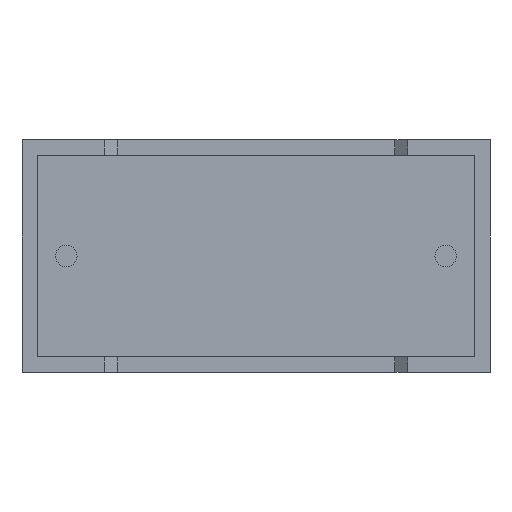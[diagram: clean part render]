
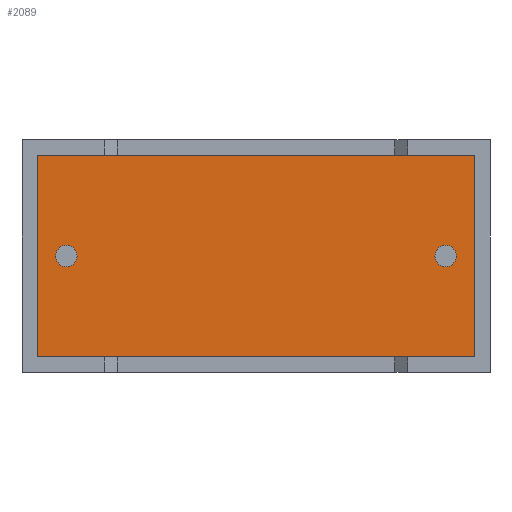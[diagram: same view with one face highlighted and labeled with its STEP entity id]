
A CAD part, front view. The second image highlights one B-rep face of the part: STEP entity #2089.
In plain terms, the highlighted planar face has unit normal (0, -1, 0).
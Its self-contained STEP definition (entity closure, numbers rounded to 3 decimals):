
#21 = DIRECTION ( 'NONE',  ( 0., 0., -1. ) ) ;
#23 = ORIENTED_EDGE ( 'NONE', *, *, #1398, .T. ) ;
#184 = FACE_OUTER_BOUND ( 'NONE', #769, .T. ) ;
#200 = CARTESIAN_POINT ( 'NONE',  ( 16.75, 0.75, 4.175 ) ) ;
#309 = AXIS2_PLACEMENT_3D ( 'NONE', #1577, #2522, #2751 ) ;
#344 = AXIS2_PLACEMENT_3D ( 'NONE', #1156, #2809, #2681 ) ;
#403 = LINE ( 'NONE', #2146, #1792 ) ;
#417 = VERTEX_POINT ( 'NONE', #1487 ) ;
#424 = VECTOR ( 'NONE', #2347, 1000. ) ;
#465 = CARTESIAN_POINT ( 'NONE',  ( 17.883, 0.75, 0.617 ) ) ;
#466 = ORIENTED_EDGE ( 'NONE', *, *, #2140, .F. ) ;
#482 = DIRECTION ( 'NONE',  ( 0., 0., -1. ) ) ;
#483 = DIRECTION ( 'NONE',  ( 0., 0., 1. ) ) ;
#638 = ORIENTED_EDGE ( 'NONE', *, *, #901, .T. ) ;
#736 = ORIENTED_EDGE ( 'NONE', *, *, #891, .F. ) ;
#769 = EDGE_LOOP ( 'NONE', ( #638, #23, #1203, #1578 ) ) ;
#776 = CARTESIAN_POINT ( 'NONE',  ( 0., 0.75, 0. ) ) ;
#802 = VERTEX_POINT ( 'NONE', #200 ) ;
#879 = CARTESIAN_POINT ( 'NONE',  ( 1.75, 0.75, 5.025 ) ) ;
#891 = EDGE_CURVE ( 'NONE', #932, #978, #1042, .T. ) ;
#901 = EDGE_CURVE ( 'NONE', #2055, #1601, #2456, .T. ) ;
#932 = VERTEX_POINT ( 'NONE', #879 ) ;
#935 = CARTESIAN_POINT ( 'NONE',  ( 1.75, 0.75, 4.6 ) ) ;
#978 = VERTEX_POINT ( 'NONE', #1347 ) ;
#1000 = AXIS2_PLACEMENT_3D ( 'NONE', #2398, #1921, #482 ) ;
#1011 = FACE_BOUND ( 'NONE', #1244, .T. ) ;
#1042 = CIRCLE ( 'NONE', #1000, 0.425 ) ;
#1156 = CARTESIAN_POINT ( 'NONE',  ( 16.75, 0.75, 4.6 ) ) ;
#1203 = ORIENTED_EDGE ( 'NONE', *, *, #2563, .T. ) ;
#1215 = EDGE_CURVE ( 'NONE', #802, #2097, #2560, .T. ) ;
#1244 = EDGE_LOOP ( 'NONE', ( #466, #2260 ) ) ;
#1272 = VECTOR ( 'NONE', #21, 1000. ) ;
#1283 = CARTESIAN_POINT ( 'NONE',  ( 16.75, 0.75, 5.025 ) ) ;
#1347 = CARTESIAN_POINT ( 'NONE',  ( 1.75, 0.75, 4.175 ) ) ;
#1375 = CARTESIAN_POINT ( 'NONE',  ( 17.883, 0.75, 8.583 ) ) ;
#1387 = EDGE_CURVE ( 'NONE', #978, #932, #2919, .T. ) ;
#1398 = EDGE_CURVE ( 'NONE', #1601, #417, #403, .T. ) ;
#1419 = CARTESIAN_POINT ( 'NONE',  ( 17.883, 0.75, 8.583 ) ) ;
#1446 = LINE ( 'NONE', #465, #2475 ) ;
#1452 = CARTESIAN_POINT ( 'NONE',  ( 0.617, 0.75, 8.583 ) ) ;
#1487 = CARTESIAN_POINT ( 'NONE',  ( 17.883, 0.75, 0.617 ) ) ;
#1512 = FACE_BOUND ( 'NONE', #1822, .T. ) ;
#1548 = CARTESIAN_POINT ( 'NONE',  ( 0.617, 0.75, 0.617 ) ) ;
#1577 = CARTESIAN_POINT ( 'NONE',  ( 16.75, 0.75, 4.6 ) ) ;
#1578 = ORIENTED_EDGE ( 'NONE', *, *, #2628, .T. ) ;
#1601 = VERTEX_POINT ( 'NONE', #1548 ) ;
#1633 = DIRECTION ( 'NONE',  ( 1., 0., 0. ) ) ;
#1749 = PLANE ( 'NONE',  #2808 ) ;
#1792 = VECTOR ( 'NONE', #1633, 1000. ) ;
#1822 = EDGE_LOOP ( 'NONE', ( #736, #2899 ) ) ;
#1907 = DIRECTION ( 'NONE',  ( 0., 0., -1. ) ) ;
#1921 = DIRECTION ( 'NONE',  ( 0., -1., 0. ) ) ;
#1958 = DIRECTION ( 'NONE',  ( 0., 0., -1. ) ) ;
#1995 = VERTEX_POINT ( 'NONE', #1419 ) ;
#2040 = AXIS2_PLACEMENT_3D ( 'NONE', #935, #2362, #1907 ) ;
#2055 = VERTEX_POINT ( 'NONE', #2902 ) ;
#2089 = ADVANCED_FACE ( 'NONE', ( #1011, #184, #1512 ), #1749, .T. ) ;
#2094 = LINE ( 'NONE', #1375, #424 ) ;
#2097 = VERTEX_POINT ( 'NONE', #1283 ) ;
#2140 = EDGE_CURVE ( 'NONE', #2097, #802, #2827, .T. ) ;
#2146 = CARTESIAN_POINT ( 'NONE',  ( 0.617, 0.75, 0.617 ) ) ;
#2260 = ORIENTED_EDGE ( 'NONE', *, *, #1215, .F. ) ;
#2347 = DIRECTION ( 'NONE',  ( -1., 0., 0. ) ) ;
#2362 = DIRECTION ( 'NONE',  ( 0., -1., 0. ) ) ;
#2398 = CARTESIAN_POINT ( 'NONE',  ( 1.75, 0.75, 4.6 ) ) ;
#2456 = LINE ( 'NONE', #1452, #1272 ) ;
#2460 = DIRECTION ( 'NONE',  ( 0., -1., 0. ) ) ;
#2475 = VECTOR ( 'NONE', #483, 1000. ) ;
#2522 = DIRECTION ( 'NONE',  ( 0., -1., 0. ) ) ;
#2560 = CIRCLE ( 'NONE', #344, 0.425 ) ;
#2563 = EDGE_CURVE ( 'NONE', #417, #1995, #1446, .T. ) ;
#2628 = EDGE_CURVE ( 'NONE', #1995, #2055, #2094, .T. ) ;
#2681 = DIRECTION ( 'NONE',  ( 0., 0., -1. ) ) ;
#2751 = DIRECTION ( 'NONE',  ( 0., 0., -1. ) ) ;
#2808 = AXIS2_PLACEMENT_3D ( 'NONE', #776, #2460, #1958 ) ;
#2809 = DIRECTION ( 'NONE',  ( 0., -1., 0. ) ) ;
#2827 = CIRCLE ( 'NONE', #309, 0.425 ) ;
#2899 = ORIENTED_EDGE ( 'NONE', *, *, #1387, .F. ) ;
#2902 = CARTESIAN_POINT ( 'NONE',  ( 0.617, 0.75, 8.583 ) ) ;
#2919 = CIRCLE ( 'NONE', #2040, 0.425 ) ;
